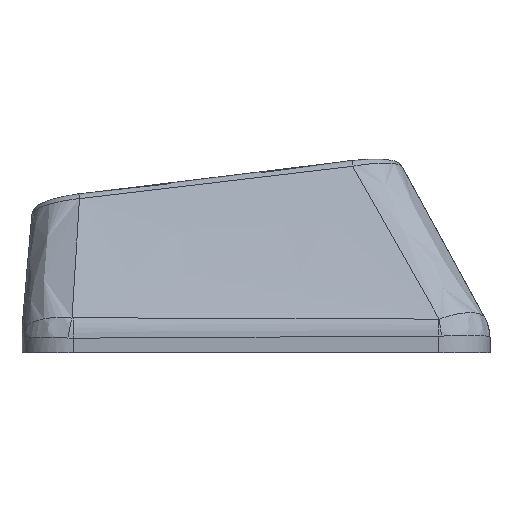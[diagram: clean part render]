
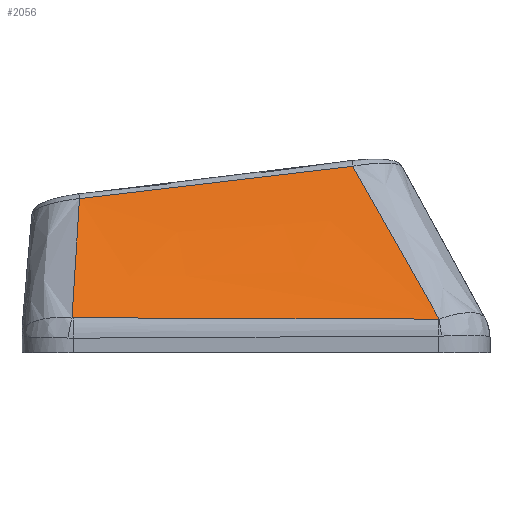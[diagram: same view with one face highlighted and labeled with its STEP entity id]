
A CAD part, left-side view. The second image highlights one B-rep face of the part: STEP entity #2056.
In plain terms, the highlighted free-form (B-spline) face has degree [3, 3] with [4, 4] control points.
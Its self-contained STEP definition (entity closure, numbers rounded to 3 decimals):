
#62=B_SPLINE_SURFACE_WITH_KNOTS('',3,3,((#5409,#5410,#5411,#5412),(#5413,
#5414,#5415,#5416),(#5417,#5418,#5419,#5420),(#5421,#5422,#5423,#5424)),
 .UNSPECIFIED.,.F.,.F.,.F.,(4,4),(4,4),(0.1,0.893),
(0.041,0.952),.UNSPECIFIED.);
#409=FACE_OUTER_BOUND('',#509,.T.);
#509=EDGE_LOOP('',(#1785,#1786,#1787,#1788,#1789,#1790));
#691=B_SPLINE_CURVE_WITH_KNOTS('',3,(#4948,#4949,#4950,#4951),
 .UNSPECIFIED.,.F.,.F.,(4,4),(0.,0.003),
 .UNSPECIFIED.);
#693=B_SPLINE_CURVE_WITH_KNOTS('',3,(#4975,#4976,#4977,#4978),
 .UNSPECIFIED.,.F.,.F.,(4,4),(0.,1.416),.UNSPECIFIED.);
#695=B_SPLINE_CURVE_WITH_KNOTS('',3,(#4999,#5000,#5001,#5002),
 .UNSPECIFIED.,.F.,.F.,(4,4),(0.,0.005),
 .UNSPECIFIED.);
#703=B_SPLINE_CURVE_WITH_KNOTS('',3,(#5095,#5096,#5097,#5098),
 .UNSPECIFIED.,.F.,.F.,(4,4),(-0.573,-0.028),
 .UNSPECIFIED.);
#714=B_SPLINE_CURVE_WITH_KNOTS('',3,(#5343,#5344,#5345,#5346),
 .UNSPECIFIED.,.F.,.F.,(4,4),(-1.068,0.),
 .UNSPECIFIED.);
#718=B_SPLINE_CURVE_WITH_KNOTS('',3,(#5405,#5406,#5407,#5408),
 .UNSPECIFIED.,.F.,.F.,(4,4),(0.033,0.774),
 .UNSPECIFIED.);
#911=VERTEX_POINT('',#4573);
#934=VERTEX_POINT('',#4910);
#936=VERTEX_POINT('',#4941);
#938=VERTEX_POINT('',#4968);
#944=VERTEX_POINT('',#5094);
#959=VERTEX_POINT('',#5309);
#1239=EDGE_CURVE('',#934,#936,#691,.T.);
#1242=EDGE_CURVE('',#936,#938,#693,.T.);
#1244=EDGE_CURVE('',#938,#911,#695,.T.);
#1252=EDGE_CURVE('',#911,#944,#703,.T.);
#1280=EDGE_CURVE('',#944,#959,#714,.T.);
#1284=EDGE_CURVE('',#959,#934,#718,.T.);
#1785=ORIENTED_EDGE('',*,*,#1239,.F.);
#1786=ORIENTED_EDGE('',*,*,#1284,.F.);
#1787=ORIENTED_EDGE('',*,*,#1280,.F.);
#1788=ORIENTED_EDGE('',*,*,#1252,.F.);
#1789=ORIENTED_EDGE('',*,*,#1244,.F.);
#1790=ORIENTED_EDGE('',*,*,#1242,.F.);
#2056=ADVANCED_FACE('',(#409),#62,.T.);
#4573=CARTESIAN_POINT('',(-11.233,7.14,0.368));
#4910=CARTESIAN_POINT('',(-11.308,-7.107,0.314));
#4941=CARTESIAN_POINT('',(-11.308,-7.077,0.312));
#4948=CARTESIAN_POINT('Ctrl Pts',(-11.308,-7.107,0.314));
#4949=CARTESIAN_POINT('Ctrl Pts',(-11.308,-7.097,0.312));
#4950=CARTESIAN_POINT('Ctrl Pts',(-11.308,-7.087,0.312));
#4951=CARTESIAN_POINT('Ctrl Pts',(-11.308,-7.077,0.312));
#4968=CARTESIAN_POINT('',(-11.236,7.086,0.363));
#4975=CARTESIAN_POINT('Ctrl Pts',(-11.308,-7.077,0.312));
#4976=CARTESIAN_POINT('Ctrl Pts',(-11.29,-2.357,0.327));
#4977=CARTESIAN_POINT('Ctrl Pts',(-11.268,2.364,0.344));
#4978=CARTESIAN_POINT('Ctrl Pts',(-11.236,7.086,0.363));
#4999=CARTESIAN_POINT('Ctrl Pts',(-11.236,7.086,0.363));
#5000=CARTESIAN_POINT('Ctrl Pts',(-11.236,7.104,0.363));
#5001=CARTESIAN_POINT('Ctrl Pts',(-11.235,7.122,0.365));
#5002=CARTESIAN_POINT('Ctrl Pts',(-11.233,7.14,0.368));
#5094=CARTESIAN_POINT('',(-8.385,6.849,4.986));
#5095=CARTESIAN_POINT('Ctrl Pts',(-11.233,7.14,0.368));
#5096=CARTESIAN_POINT('Ctrl Pts',(-10.279,7.036,1.905));
#5097=CARTESIAN_POINT('Ctrl Pts',(-9.328,6.938,3.444));
#5098=CARTESIAN_POINT('Ctrl Pts',(-8.385,6.849,4.986));
#5309=CARTESIAN_POINT('',(-8.372,-3.753,6.241));
#5343=CARTESIAN_POINT('Ctrl Pts',(-8.385,6.849,4.986));
#5344=CARTESIAN_POINT('Ctrl Pts',(-8.381,3.315,5.401));
#5345=CARTESIAN_POINT('Ctrl Pts',(-8.377,-0.219,
5.82));
#5346=CARTESIAN_POINT('Ctrl Pts',(-8.372,-3.753,6.241));
#5405=CARTESIAN_POINT('Ctrl Pts',(-8.372,-3.753,6.241));
#5406=CARTESIAN_POINT('Ctrl Pts',(-9.357,-4.877,4.27));
#5407=CARTESIAN_POINT('Ctrl Pts',(-10.334,-5.994,2.293));
#5408=CARTESIAN_POINT('Ctrl Pts',(-11.308,-7.107,0.314));
#5409=CARTESIAN_POINT('Ctrl Pts',(-8.372,-4.131,6.284));
#5410=CARTESIAN_POINT('Ctrl Pts',(-9.351,-5.124,4.294));
#5411=CARTESIAN_POINT('Ctrl Pts',(-10.33,-6.116,2.303));
#5412=CARTESIAN_POINT('Ctrl Pts',(-11.308,-7.108,0.312));
#5413=CARTESIAN_POINT('Ctrl Pts',(-8.372,-0.374,
5.847));
#5414=CARTESIAN_POINT('Ctrl Pts',(-9.351,-1.035,3.995));
#5415=CARTESIAN_POINT('Ctrl Pts',(-10.33,-1.697,2.143));
#5416=CARTESIAN_POINT('Ctrl Pts',(-11.308,-2.359,0.29));
#5417=CARTESIAN_POINT('Ctrl Pts',(-8.372,3.384,5.41));
#5418=CARTESIAN_POINT('Ctrl Pts',(-9.351,3.053,3.696));
#5419=CARTESIAN_POINT('Ctrl Pts',(-10.33,2.722,1.982));
#5420=CARTESIAN_POINT('Ctrl Pts',(-11.308,2.391,0.269));
#5421=CARTESIAN_POINT('Ctrl Pts',(-8.372,7.142,4.973));
#5422=CARTESIAN_POINT('Ctrl Pts',(-9.351,7.141,3.398));
#5423=CARTESIAN_POINT('Ctrl Pts',(-10.33,7.141,1.822));
#5424=CARTESIAN_POINT('Ctrl Pts',(-11.308,7.14,0.247));
